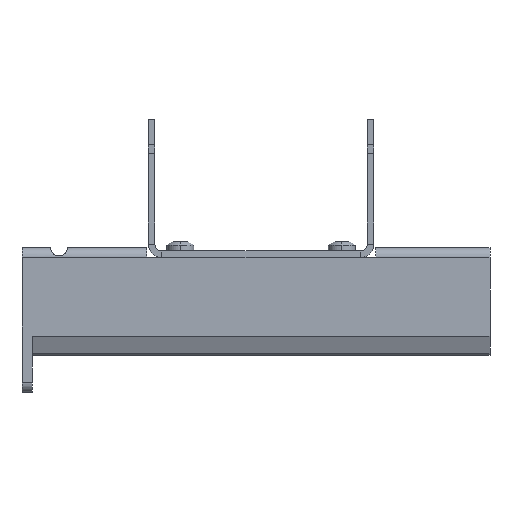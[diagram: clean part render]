
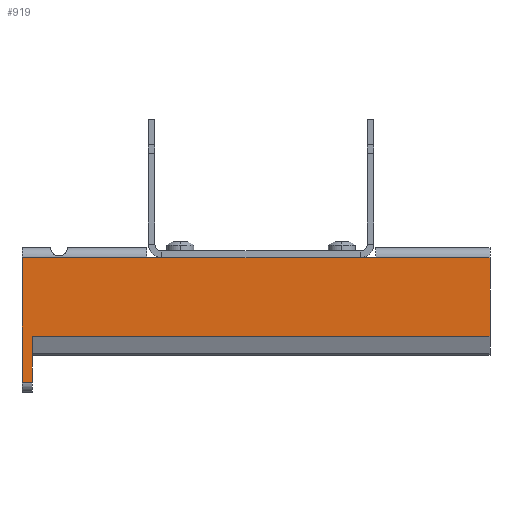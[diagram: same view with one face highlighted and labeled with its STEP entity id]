
A CAD part, left-side view. The second image highlights one B-rep face of the part: STEP entity #919.
In plain terms, the highlighted planar face has unit normal (-1, 0, 0).
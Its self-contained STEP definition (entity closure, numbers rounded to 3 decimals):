
#919=ADVANCED_FACE('',(#2385),#2386,.F.);
#927=VERTEX_POINT('',#2394);
#931=VERTEX_POINT('',#2398);
#933=EDGE_CURVE('',#931,#927,#2400,.T.);
#1063=VERTEX_POINT('',#2530);
#1067=VERTEX_POINT('',#2534);
#1069=EDGE_CURVE('',#1067,#1063,#2536,.T.);
#1077=VERTEX_POINT('',#2544);
#1085=VERTEX_POINT('',#2552);
#1089=EDGE_CURVE('',#1077,#1085,#2556,.T.);
#1105=VERTEX_POINT('',#2572);
#1109=VERTEX_POINT('',#2576);
#1111=EDGE_CURVE('',#1109,#1105,#2578,.T.);
#1119=VERTEX_POINT('',#2586);
#1121=EDGE_CURVE('',#1119,#1109,#2588,.T.);
#1137=EDGE_CURVE('',#1105,#1067,#2604,.T.);
#1167=EDGE_CURVE('',#1077,#1063,#2634,.T.);
#1999=EDGE_CURVE('',#927,#1119,#3466,.T.);
#2013=VERTEX_POINT('',#3480);
#2015=EDGE_CURVE('',#931,#2013,#3482,.T.);
#2019=EDGE_CURVE('',#1085,#2013,#3486,.T.);
#2385=FACE_OUTER_BOUND('',#3842,.T.);
#2386=PLANE('',#3843);
#2394=CARTESIAN_POINT('',(7.0,136.0,3.0));
#2398=CARTESIAN_POINT('',(7.0,139.0,3.0));
#2400=LINE('',#3861,#3862);
#2530=CARTESIAN_POINT('',(7.0,38.5,40.0));
#2534=CARTESIAN_POINT('',(7.0,34.0,40.0));
#2536=LINE('',#4132,#4133);
#2544=CARTESIAN_POINT('',(7.0,97.5,40.0));
#2552=CARTESIAN_POINT('',(7.0,102.0,40.0));
#2556=LINE('',#4164,#4165);
#2572=CARTESIAN_POINT('',(7.0,0.0,40.));
#2576=CARTESIAN_POINT('',(7.0,0.0,16.6));
#2578=LINE('',#4194,#4195);
#2586=CARTESIAN_POINT('',(7.0,136.0,16.6));
#2588=LINE('',#4210,#4211);
#2604=LINE('',#4237,#4238);
#2634=LINE('',#4351,#4352);
#3466=LINE('',#5587,#5588);
#3480=CARTESIAN_POINT('',(7.0,139.0,40.0));
#3482=LINE('',#5611,#5612);
#3486=LINE('',#5618,#5619);
#3842=EDGE_LOOP('',(#6735,#6736,#6737,#6738,#6739,#6740,#6741,#6742,#6743,#6744));
#3843=AXIS2_PLACEMENT_3D('',#6745,#6746,#6747);
#3861=CARTESIAN_POINT('',(7.0,139.0,3.0));
#3862=VECTOR('',#6752,3.0);
#4132=CARTESIAN_POINT('',(7.0,34.0,40.0));
#4133=VECTOR('',#6818,68.0);
#4164=CARTESIAN_POINT('',(7.0,34.0,40.0));
#4165=VECTOR('',#6824,68.0);
#4194=CARTESIAN_POINT('',(7.0,0.0,16.6));
#4195=VECTOR('',#6833,23.4);
#4210=CARTESIAN_POINT('',(7.0,136.0,16.6));
#4211=VECTOR('',#6836,136.0);
#4237=CARTESIAN_POINT('',(7.0,0.0,40.));
#4238=VECTOR('',#6844,34.0);
#4351=CARTESIAN_POINT('',(7.0,116.75,40.0));
#4352=VECTOR('',#6856,1.0);
#5587=CARTESIAN_POINT('',(7.0,136.0,3.0));
#5588=VECTOR('',#7360,37.0);
#5611=CARTESIAN_POINT('',(7.0,139.0,3.0));
#5612=VECTOR('',#7369,37.0);
#5618=CARTESIAN_POINT('',(7.0,136.0,40.0));
#5619=VECTOR('',#7373,3.0);
#6735=ORIENTED_EDGE('',*,*,#2015,.F.);
#6736=ORIENTED_EDGE('',*,*,#933,.T.);
#6737=ORIENTED_EDGE('',*,*,#1999,.T.);
#6738=ORIENTED_EDGE('',*,*,#1121,.T.);
#6739=ORIENTED_EDGE('',*,*,#1111,.T.);
#6740=ORIENTED_EDGE('',*,*,#1137,.T.);
#6741=ORIENTED_EDGE('',*,*,#1069,.T.);
#6742=ORIENTED_EDGE('',*,*,#1167,.F.);
#6743=ORIENTED_EDGE('',*,*,#1089,.T.);
#6744=ORIENTED_EDGE('',*,*,#2019,.T.);
#6745=CARTESIAN_POINT('',(7.0,137.5,21.5));
#6746=DIRECTION('',(1.0,0.0,0.0));
#6747=DIRECTION('',(0.0,0.0,-1.0));
#6752=DIRECTION('',(0.0,-1.0,0.0));
#6818=DIRECTION('',(0.0,1.0,0.0));
#6824=DIRECTION('',(0.0,1.0,0.0));
#6833=DIRECTION('',(0.0,0.0,1.0));
#6836=DIRECTION('',(0.0,-1.0,0.0));
#6844=DIRECTION('',(0.0,1.0,0.0));
#6856=DIRECTION('',(0.0,-1.0,0.0));
#7360=DIRECTION('',(0.0,0.0,1.0));
#7369=DIRECTION('',(0.0,0.0,1.0));
#7373=DIRECTION('',(0.0,1.0,0.0));
